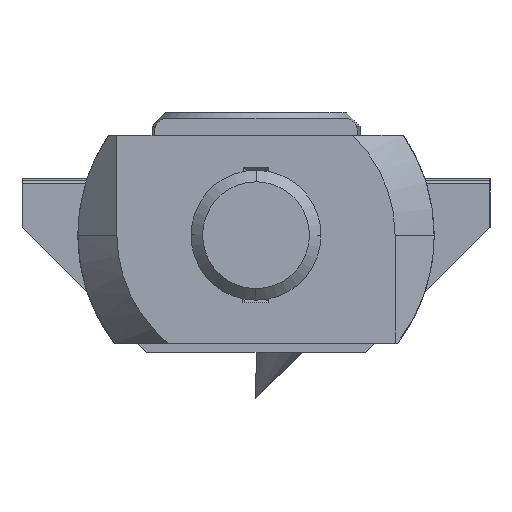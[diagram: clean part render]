
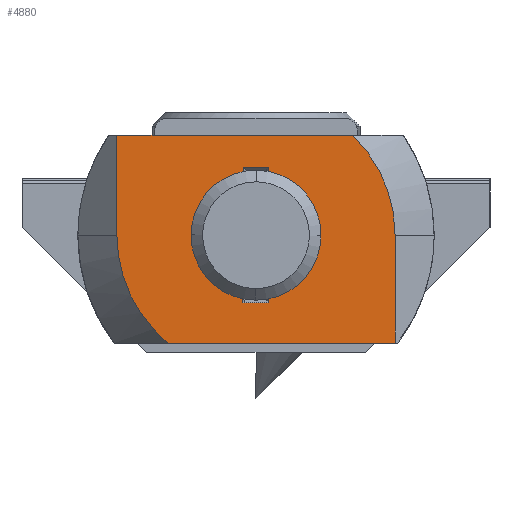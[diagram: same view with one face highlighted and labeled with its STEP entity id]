
A CAD part, front view. The second image highlights one B-rep face of the part: STEP entity #4880.
In plain terms, the highlighted face is planar.
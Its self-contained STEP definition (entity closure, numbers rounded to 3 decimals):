
#29 = CARTESIAN_POINT ( 'NONE',  ( -0.5, -2.6, 0.9 ) ) ;
#74 = LINE ( 'NONE', #7203, #2620 ) ;
#219 = DIRECTION ( 'NONE',  ( 1., 0., 0. ) ) ;
#254 = EDGE_CURVE ( 'NONE', #1814, #7454, #1194, .T. ) ;
#274 = DIRECTION ( 'NONE',  ( -1., 0., 0. ) ) ;
#318 = EDGE_CURVE ( 'NONE', #1206, #1814, #5357, .T. ) ;
#354 = CARTESIAN_POINT ( 'NONE',  ( -6.066, -4.15, 0.9 ) ) ;
#356 = CIRCLE ( 'NONE', #3810, 2. ) ;
#399 = LINE ( 'NONE', #2972, #10210 ) ;
#489 = EDGE_CURVE ( 'NONE', #1206, #8914, #7650, .T. ) ;
#492 = EDGE_CURVE ( 'NONE', #8894, #6152, #5100, .T. ) ;
#514 = ORIENTED_EDGE ( 'NONE', *, *, #9747, .F. ) ;
#580 = CARTESIAN_POINT ( 'NONE',  ( -6.066, -4.15, 0.9 ) ) ;
#654 = DIRECTION ( 'NONE',  ( 0., 0., -1. ) ) ;
#675 = CARTESIAN_POINT ( 'NONE',  ( 0.5, -2.6, 0.9 ) ) ;
#701 = VERTEX_POINT ( 'NONE', #4713 ) ;
#1055 = CARTESIAN_POINT ( 'NONE',  ( 3.376, -4.15, 0.9 ) ) ;
#1194 = LINE ( 'NONE', #1481, #9385 ) ;
#1206 = VERTEX_POINT ( 'NONE', #10363 ) ;
#1283 = CIRCLE ( 'NONE', #12088, 5.35 ) ;
#1302 = LINE ( 'NONE', #580, #6099 ) ;
#1462 = CARTESIAN_POINT ( 'NONE',  ( 5.35, 0., 0.9 ) ) ;
#1481 = CARTESIAN_POINT ( 'NONE',  ( -0.5, -2.6, 0.9 ) ) ;
#1694 = VERTEX_POINT ( 'NONE', #9157 ) ;
#1760 = DIRECTION ( 'NONE',  ( 0., 1., 0. ) ) ;
#1776 = ORIENTED_EDGE ( 'NONE', *, *, #6472, .T. ) ;
#1814 = VERTEX_POINT ( 'NONE', #4790 ) ;
#2262 = CARTESIAN_POINT ( 'NONE',  ( -2., 0., 0.9 ) ) ;
#2349 = LINE ( 'NONE', #675, #9643 ) ;
#2401 = DIRECTION ( 'NONE',  ( 1., 0., 0. ) ) ;
#2494 = ORIENTED_EDGE ( 'NONE', *, *, #4360, .T. ) ;
#2518 = VECTOR ( 'NONE', #274, 1000. ) ;
#2557 = CARTESIAN_POINT ( 'NONE',  ( -5.35, 0., 0.9 ) ) ;
#2620 = VECTOR ( 'NONE', #6250, 1000. ) ;
#2639 = CARTESIAN_POINT ( 'NONE',  ( 0., 0., 0.9 ) ) ;
#2972 = CARTESIAN_POINT ( 'NONE',  ( -0.5, 2.6, 0.9 ) ) ;
#3131 = ORIENTED_EDGE ( 'NONE', *, *, #3757, .T. ) ;
#3178 = EDGE_CURVE ( 'NONE', #7454, #4888, #356, .T. ) ;
#3613 = DIRECTION ( 'NONE',  ( 1., 0., 0. ) ) ;
#3663 = EDGE_CURVE ( 'NONE', #7093, #11033, #1283, .T. ) ;
#3720 = ORIENTED_EDGE ( 'NONE', *, *, #6268, .T. ) ;
#3741 = EDGE_CURVE ( 'NONE', #6152, #8914, #5453, .T. ) ;
#3757 = EDGE_CURVE ( 'NONE', #701, #9639, #74, .T. ) ;
#3797 = AXIS2_PLACEMENT_3D ( 'NONE', #7546, #8452, #7511 ) ;
#3810 = AXIS2_PLACEMENT_3D ( 'NONE', #4867, #11398, #5836 ) ;
#3862 = VERTEX_POINT ( 'NONE', #2557 ) ;
#3912 = EDGE_CURVE ( 'NONE', #1694, #5548, #11447, .T. ) ;
#3920 = DIRECTION ( 'NONE',  ( 1., 0., 0. ) ) ;
#3978 = EDGE_CURVE ( 'NONE', #4888, #5548, #8447, .T. ) ;
#4031 = ORIENTED_EDGE ( 'NONE', *, *, #492, .F. ) ;
#4319 = CARTESIAN_POINT ( 'NONE',  ( 0., 0., 0.9 ) ) ;
#4353 = AXIS2_PLACEMENT_3D ( 'NONE', #4319, #10878, #5265 ) ;
#4360 = EDGE_CURVE ( 'NONE', #9639, #7093, #4477, .T. ) ;
#4477 = LINE ( 'NONE', #1462, #11644 ) ;
#4624 = CARTESIAN_POINT ( 'NONE',  ( -5.35, -4.15, 0.9 ) ) ;
#4701 = LINE ( 'NONE', #4624, #11281 ) ;
#4713 = CARTESIAN_POINT ( 'NONE',  ( -3.715, 3.85, 0.9 ) ) ;
#4758 = CARTESIAN_POINT ( 'NONE',  ( 5.35, 3.85, 0.9 ) ) ;
#4788 = FACE_OUTER_BOUND ( 'NONE', #7262, .T. ) ;
#4790 = CARTESIAN_POINT ( 'NONE',  ( -0.5, -2.6, 0.9 ) ) ;
#4867 = CARTESIAN_POINT ( 'NONE',  ( 0., 0., 0.9 ) ) ;
#4880 = ADVANCED_FACE ( 'NONE', ( #4788, #9796 ), #11625, .F. ) ;
#4888 = VERTEX_POINT ( 'NONE', #2262 ) ;
#5100 = CIRCLE ( 'NONE', #3797, 2. ) ;
#5265 = DIRECTION ( 'NONE',  ( 1., 0., 0. ) ) ;
#5357 = LINE ( 'NONE', #29, #2518 ) ;
#5453 = CIRCLE ( 'NONE', #4353, 2. ) ;
#5548 = VERTEX_POINT ( 'NONE', #8058 ) ;
#5698 = CARTESIAN_POINT ( 'NONE',  ( -0.5, -1.936, 0.9 ) ) ;
#5754 = ORIENTED_EDGE ( 'NONE', *, *, #3741, .F. ) ;
#5836 = DIRECTION ( 'NONE',  ( 1., 0., 0. ) ) ;
#5968 = DIRECTION ( 'NONE',  ( 0., 0., -1. ) ) ;
#6055 = AXIS2_PLACEMENT_3D ( 'NONE', #2639, #9287, #3613 ) ;
#6099 = VECTOR ( 'NONE', #6382, 1000. ) ;
#6152 = VERTEX_POINT ( 'NONE', #9063 ) ;
#6229 = ORIENTED_EDGE ( 'NONE', *, *, #254, .F. ) ;
#6243 = DIRECTION ( 'NONE',  ( 0., -1., 0. ) ) ;
#6250 = DIRECTION ( 'NONE',  ( 1., 0., 0. ) ) ;
#6268 = EDGE_CURVE ( 'NONE', #3862, #701, #11433, .T. ) ;
#6382 = DIRECTION ( 'NONE',  ( -1., 0., 0. ) ) ;
#6418 = VERTEX_POINT ( 'NONE', #6678 ) ;
#6422 = CARTESIAN_POINT ( 'NONE',  ( 0., 0., 0.9 ) ) ;
#6472 = EDGE_CURVE ( 'NONE', #6418, #3862, #4701, .T. ) ;
#6494 = CARTESIAN_POINT ( 'NONE',  ( 5.35, 0., 0.9 ) ) ;
#6678 = CARTESIAN_POINT ( 'NONE',  ( -5.35, -4.15, 0.9 ) ) ;
#7093 = VERTEX_POINT ( 'NONE', #6494 ) ;
#7203 = CARTESIAN_POINT ( 'NONE',  ( 6.17, 3.85, 0.9 ) ) ;
#7262 = EDGE_LOOP ( 'NONE', ( #8150, #12154, #1776, #3720, #3131, #2494 ) ) ;
#7370 = DIRECTION ( 'NONE',  ( 1., 0., 0. ) ) ;
#7385 = ORIENTED_EDGE ( 'NONE', *, *, #489, .T. ) ;
#7454 = VERTEX_POINT ( 'NONE', #5698 ) ;
#7463 = DIRECTION ( 'NONE',  ( 0., 1., 0. ) ) ;
#7491 = CARTESIAN_POINT ( 'NONE',  ( 0.5, 2.6, 0.9 ) ) ;
#7511 = DIRECTION ( 'NONE',  ( 1., 0., 0. ) ) ;
#7546 = CARTESIAN_POINT ( 'NONE',  ( 0., 0., 0.9 ) ) ;
#7650 = LINE ( 'NONE', #9350, #10097 ) ;
#7670 = AXIS2_PLACEMENT_3D ( 'NONE', #354, #9347, #2401 ) ;
#7769 = ORIENTED_EDGE ( 'NONE', *, *, #3978, .F. ) ;
#8058 = CARTESIAN_POINT ( 'NONE',  ( -0.5, 1.936, 0.9 ) ) ;
#8150 = ORIENTED_EDGE ( 'NONE', *, *, #3663, .T. ) ;
#8254 = CARTESIAN_POINT ( 'NONE',  ( 0.5, 1.936, 0.9 ) ) ;
#8395 = CARTESIAN_POINT ( 'NONE',  ( -0.5, -4.15, 0.9 ) ) ;
#8447 = CIRCLE ( 'NONE', #6055, 2. ) ;
#8452 = DIRECTION ( 'NONE',  ( 0., 0., -1. ) ) ;
#8497 = ORIENTED_EDGE ( 'NONE', *, *, #10291, .F. ) ;
#8536 = DIRECTION ( 'NONE',  ( 0., 1., 0. ) ) ;
#8894 = VERTEX_POINT ( 'NONE', #8254 ) ;
#8914 = VERTEX_POINT ( 'NONE', #11952 ) ;
#9031 = VECTOR ( 'NONE', #10220, 1000. ) ;
#9063 = CARTESIAN_POINT ( 'NONE',  ( 2., 0., 0.9 ) ) ;
#9157 = CARTESIAN_POINT ( 'NONE',  ( -0.5, 2.6, 0.9 ) ) ;
#9287 = DIRECTION ( 'NONE',  ( 0., 0., -1. ) ) ;
#9347 = DIRECTION ( 'NONE',  ( 0., 0., 1. ) ) ;
#9350 = CARTESIAN_POINT ( 'NONE',  ( 0.5, -4.15, 0.9 ) ) ;
#9385 = VECTOR ( 'NONE', #1760, 1000. ) ;
#9461 = EDGE_CURVE ( 'NONE', #11033, #6418, #1302, .T. ) ;
#9635 = ORIENTED_EDGE ( 'NONE', *, *, #318, .F. ) ;
#9639 = VERTEX_POINT ( 'NONE', #4758 ) ;
#9643 = VECTOR ( 'NONE', #11946, 1000. ) ;
#9665 = ORIENTED_EDGE ( 'NONE', *, *, #3178, .F. ) ;
#9747 = EDGE_CURVE ( 'NONE', #1694, #11463, #399, .T. ) ;
#9758 = ORIENTED_EDGE ( 'NONE', *, *, #3912, .T. ) ;
#9796 = FACE_BOUND ( 'NONE', #10015, .T. ) ;
#10015 = EDGE_LOOP ( 'NONE', ( #4031, #8497, #514, #9758, #7769, #9665, #6229, #9635, #7385, #5754 ) ) ;
#10097 = VECTOR ( 'NONE', #8536, 1000. ) ;
#10210 = VECTOR ( 'NONE', #3920, 1000. ) ;
#10220 = DIRECTION ( 'NONE',  ( 0., -1., 0. ) ) ;
#10235 = AXIS2_PLACEMENT_3D ( 'NONE', #6422, #654, #7370 ) ;
#10291 = EDGE_CURVE ( 'NONE', #11463, #8894, #2349, .T. ) ;
#10363 = CARTESIAN_POINT ( 'NONE',  ( 0.5, -2.6, 0.9 ) ) ;
#10878 = DIRECTION ( 'NONE',  ( 0., 0., -1. ) ) ;
#11033 = VERTEX_POINT ( 'NONE', #1055 ) ;
#11281 = VECTOR ( 'NONE', #7463, 1000. ) ;
#11398 = DIRECTION ( 'NONE',  ( 0., 0., -1. ) ) ;
#11433 = CIRCLE ( 'NONE', #10235, 5.35 ) ;
#11447 = LINE ( 'NONE', #8395, #9031 ) ;
#11463 = VERTEX_POINT ( 'NONE', #7491 ) ;
#11527 = CARTESIAN_POINT ( 'NONE',  ( 0., 0., 0.9 ) ) ;
#11625 = PLANE ( 'NONE',  #7670 ) ;
#11644 = VECTOR ( 'NONE', #6243, 1000. ) ;
#11946 = DIRECTION ( 'NONE',  ( 0., -1., 0. ) ) ;
#11952 = CARTESIAN_POINT ( 'NONE',  ( 0.5, -1.936, 0.9 ) ) ;
#12088 = AXIS2_PLACEMENT_3D ( 'NONE', #11527, #5968, #219 ) ;
#12154 = ORIENTED_EDGE ( 'NONE', *, *, #9461, .T. ) ;
